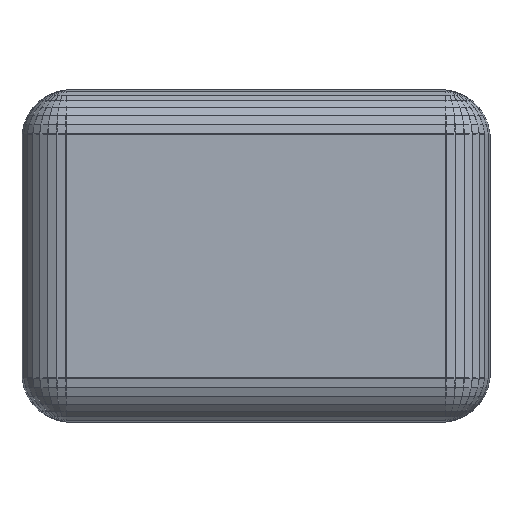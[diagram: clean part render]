
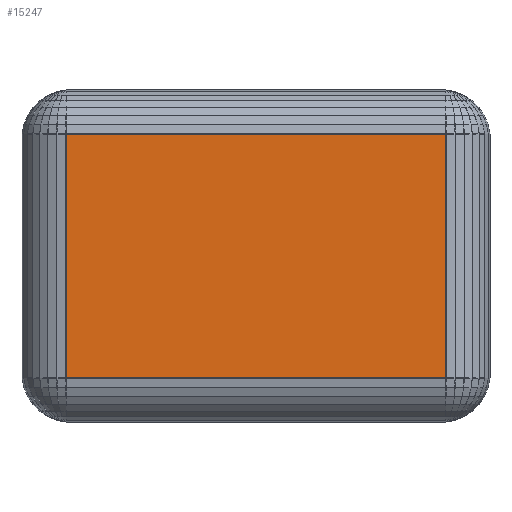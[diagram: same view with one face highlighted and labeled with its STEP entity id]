
A CAD part, front view. The second image highlights one B-rep face of the part: STEP entity #15247.
In plain terms, the highlighted free-form (B-spline) face has degree [1, 1] with [2, 2] control points.
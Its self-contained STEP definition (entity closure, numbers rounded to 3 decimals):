
#15153 = VERTEX_POINT('',#15154);
#15154 = CARTESIAN_POINT('',(-112.713,-0.806,
    -72.421));
#15198 = EDGE_CURVE('',#15199,#15153,#15201,.T.);
#15199 = VERTEX_POINT('',#15200);
#15200 = CARTESIAN_POINT('',(112.713,-0.806,
    -72.421));
#15201 = B_SPLINE_CURVE_WITH_KNOTS('',1,(#15202,#15203),.UNSPECIFIED.,
  .F.,.F.,(2,2),(-139.85,139.85),.PIECEWISE_BEZIER_KNOTS.);
#15202 = CARTESIAN_POINT('',(112.713,-0.806,
    -72.421));
#15203 = CARTESIAN_POINT('',(-112.713,-0.806,
    -72.421));
#15224 = EDGE_CURVE('',#15225,#15153,#15227,.T.);
#15225 = VERTEX_POINT('',#15226);
#15226 = CARTESIAN_POINT('',(-112.713,-0.806,
    -72.335));
#15227 = B_SPLINE_CURVE_WITH_KNOTS('',1,(#15228,#15229),.UNSPECIFIED.,
  .F.,.F.,(2,2),(0.,0.107),.PIECEWISE_BEZIER_KNOTS.);
#15228 = CARTESIAN_POINT('',(-112.713,-0.806,
    -72.335));
#15229 = CARTESIAN_POINT('',(-112.713,-0.806,
    -72.421));
#15247 = ADVANCED_FACE('',(#15248),#15320,.F.);
#15248 = FACE_BOUND('',#15249,.T.);
#15249 = EDGE_LOOP('',(#15250,#15259,#15264,#15265,#15266,#15273,#15280,
    #15287,#15294,#15301,#15308,#15315));
#15250 = ORIENTED_EDGE('',*,*,#15251,.F.);
#15251 = EDGE_CURVE('',#15252,#15254,#15256,.T.);
#15252 = VERTEX_POINT('',#15253);
#15253 = CARTESIAN_POINT('',(-112.719,-0.806,
    -72.335));
#15254 = VERTEX_POINT('',#15255);
#15255 = CARTESIAN_POINT('',(-112.719,-0.806,
    72.335));
#15256 = B_SPLINE_CURVE_WITH_KNOTS('',1,(#15257,#15258),.UNSPECIFIED.,
  .F.,.F.,(2,2),(-89.75,89.75),.PIECEWISE_BEZIER_KNOTS.);
#15257 = CARTESIAN_POINT('',(-112.719,-0.806,
    -72.335));
#15258 = CARTESIAN_POINT('',(-112.719,-0.806,
    72.335));
#15259 = ORIENTED_EDGE('',*,*,#15260,.T.);
#15260 = EDGE_CURVE('',#15252,#15225,#15261,.T.);
#15261 = B_SPLINE_CURVE_WITH_KNOTS('',1,(#15262,#15263),.UNSPECIFIED.,
  .F.,.F.,(2,2),(0.293,0.3),.PIECEWISE_BEZIER_KNOTS.);
#15262 = CARTESIAN_POINT('',(-112.719,-0.806,
    -72.335));
#15263 = CARTESIAN_POINT('',(-112.713,-0.806,
    -72.335));
#15264 = ORIENTED_EDGE('',*,*,#15224,.T.);
#15265 = ORIENTED_EDGE('',*,*,#15198,.F.);
#15266 = ORIENTED_EDGE('',*,*,#15267,.F.);
#15267 = EDGE_CURVE('',#15268,#15199,#15270,.T.);
#15268 = VERTEX_POINT('',#15269);
#15269 = CARTESIAN_POINT('',(112.713,-0.806,
    -72.335));
#15270 = B_SPLINE_CURVE_WITH_KNOTS('',1,(#15271,#15272),.UNSPECIFIED.,
  .F.,.F.,(2,2),(0.,0.107),.PIECEWISE_BEZIER_KNOTS.);
#15271 = CARTESIAN_POINT('',(112.713,-0.806,
    -72.335));
#15272 = CARTESIAN_POINT('',(112.713,-0.806,
    -72.421));
#15273 = ORIENTED_EDGE('',*,*,#15274,.F.);
#15274 = EDGE_CURVE('',#15275,#15268,#15277,.T.);
#15275 = VERTEX_POINT('',#15276);
#15276 = CARTESIAN_POINT('',(112.719,-0.806,
    -72.335));
#15277 = B_SPLINE_CURVE_WITH_KNOTS('',1,(#15278,#15279),.UNSPECIFIED.,
  .F.,.F.,(2,2),(0.293,0.3),.PIECEWISE_BEZIER_KNOTS.);
#15278 = CARTESIAN_POINT('',(112.719,-0.806,
    -72.335));
#15279 = CARTESIAN_POINT('',(112.713,-0.806,
    -72.335));
#15280 = ORIENTED_EDGE('',*,*,#15281,.T.);
#15281 = EDGE_CURVE('',#15275,#15282,#15284,.T.);
#15282 = VERTEX_POINT('',#15283);
#15283 = CARTESIAN_POINT('',(112.719,-0.806,
    72.335));
#15284 = B_SPLINE_CURVE_WITH_KNOTS('',1,(#15285,#15286),.UNSPECIFIED.,
  .F.,.F.,(2,2),(-89.75,89.75),.PIECEWISE_BEZIER_KNOTS.);
#15285 = CARTESIAN_POINT('',(112.719,-0.806,
    -72.335));
#15286 = CARTESIAN_POINT('',(112.719,-0.806,
    72.335));
#15287 = ORIENTED_EDGE('',*,*,#15288,.T.);
#15288 = EDGE_CURVE('',#15282,#15289,#15291,.T.);
#15289 = VERTEX_POINT('',#15290);
#15290 = CARTESIAN_POINT('',(112.713,-0.806,
    72.335));
#15291 = B_SPLINE_CURVE_WITH_KNOTS('',1,(#15292,#15293),.UNSPECIFIED.,
  .F.,.F.,(2,2),(0.293,0.3),.PIECEWISE_BEZIER_KNOTS.);
#15292 = CARTESIAN_POINT('',(112.719,-0.806,
    72.335));
#15293 = CARTESIAN_POINT('',(112.713,-0.806,
    72.335));
#15294 = ORIENTED_EDGE('',*,*,#15295,.T.);
#15295 = EDGE_CURVE('',#15289,#15296,#15298,.T.);
#15296 = VERTEX_POINT('',#15297);
#15297 = CARTESIAN_POINT('',(112.713,-0.806,
    72.421));
#15298 = B_SPLINE_CURVE_WITH_KNOTS('',1,(#15299,#15300),.UNSPECIFIED.,
  .F.,.F.,(2,2),(0.,0.107),.PIECEWISE_BEZIER_KNOTS.);
#15299 = CARTESIAN_POINT('',(112.713,-0.806,
    72.335));
#15300 = CARTESIAN_POINT('',(112.713,-0.806,
    72.421));
#15301 = ORIENTED_EDGE('',*,*,#15302,.T.);
#15302 = EDGE_CURVE('',#15296,#15303,#15305,.T.);
#15303 = VERTEX_POINT('',#15304);
#15304 = CARTESIAN_POINT('',(-112.713,-0.806,
    72.421));
#15305 = B_SPLINE_CURVE_WITH_KNOTS('',1,(#15306,#15307),.UNSPECIFIED.,
  .F.,.F.,(2,2),(-139.85,139.85),.PIECEWISE_BEZIER_KNOTS.);
#15306 = CARTESIAN_POINT('',(112.713,-0.806,
    72.421));
#15307 = CARTESIAN_POINT('',(-112.713,-0.806,
    72.421));
#15308 = ORIENTED_EDGE('',*,*,#15309,.F.);
#15309 = EDGE_CURVE('',#15310,#15303,#15312,.T.);
#15310 = VERTEX_POINT('',#15311);
#15311 = CARTESIAN_POINT('',(-112.713,-0.806,
    72.335));
#15312 = B_SPLINE_CURVE_WITH_KNOTS('',1,(#15313,#15314),.UNSPECIFIED.,
  .F.,.F.,(2,2),(0.,0.107),.PIECEWISE_BEZIER_KNOTS.);
#15313 = CARTESIAN_POINT('',(-112.713,-0.806,
    72.335));
#15314 = CARTESIAN_POINT('',(-112.713,-0.806,
    72.421));
#15315 = ORIENTED_EDGE('',*,*,#15316,.F.);
#15316 = EDGE_CURVE('',#15254,#15310,#15317,.T.);
#15317 = B_SPLINE_CURVE_WITH_KNOTS('',1,(#15318,#15319),.UNSPECIFIED.,
  .F.,.F.,(2,2),(0.293,0.3),.PIECEWISE_BEZIER_KNOTS.);
#15318 = CARTESIAN_POINT('',(-112.719,-0.806,
    72.335));
#15319 = CARTESIAN_POINT('',(-112.713,-0.806,
    72.335));
#15320 = B_SPLINE_SURFACE_WITH_KNOTS('',1,1,(
    (#15321,#15322)
    ,(#15323,#15324
    )),.UNSPECIFIED.,.F.,.F.,.F.,(2,2),(2,2),(-89.857,
    89.857),(-139.857,139.857),
  .PIECEWISE_BEZIER_KNOTS.);
#15321 = CARTESIAN_POINT('',(-112.719,-0.806,
    -72.421));
#15322 = CARTESIAN_POINT('',(112.719,-0.806,
    -72.421));
#15323 = CARTESIAN_POINT('',(-112.719,-0.806,
    72.421));
#15324 = CARTESIAN_POINT('',(112.719,-0.806,
    72.421));
